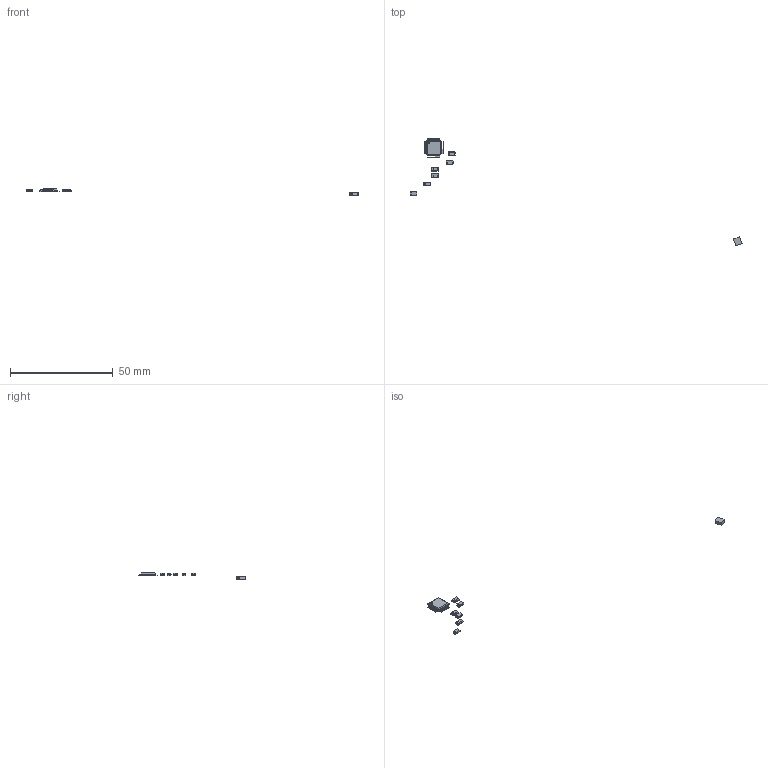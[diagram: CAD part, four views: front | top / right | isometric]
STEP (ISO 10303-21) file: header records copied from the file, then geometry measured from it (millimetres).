
FILE_DESCRIPTION(('KiCad electronic assembly'),'2;1');
FILE_NAME('ortho_right.step','2020-11-08T13:03:59',('An Author'),( 'A Company'),'Open CASCADE STEP processor 6.9', 'KiCad to STEP converter','Unknown');
FILE_SCHEMA(('AUTOMOTIVE_DESIGN { 1 0 10303 214 1 1 1 1 }'));
Length unit declared in the file: millimetre
Products named in the file (6): Open CASCADE STEP translator 6.9 1; TQFP-48-1EP_7x7mm_P0.5mm_EP5x5mm; SOLID; CP_EIA-3216-10_Kemet-I; COMPOUND
Assembly tree (10 placements, depth 3):
  Open CASCADE STEP translator 6.9 1
    TQFP-48-1EP_7x7mm_P0.5mm_EP5x5mm
      SOLID
    CP_EIA-3216-10_Kemet-I  x6
      SOLID
    COMPOUND
Bounding box: 161.8 x 52.43 x 3.25 mm (x, y, z)
Volume: 130.4 mm3; surface area: 382.8 mm2
Topology: 8 solids, 8 shells, 1011 faces, 2703 edges, 1722 vertices
Faces by surface type: plane 670, cylinder 221, bspline 120
Full cylindrical faces by diameter (mm): 0.4 x1
Entity records: 59444 total; most frequent: CARTESIAN_POINT 10469, DIRECTION 7963, LINE 5469, VECTOR 5469, ORIENTED_EDGE 4366, PCURVE 4366, DEFINITIONAL_REPRESENTATION 4366, EDGE_CURVE 2183
